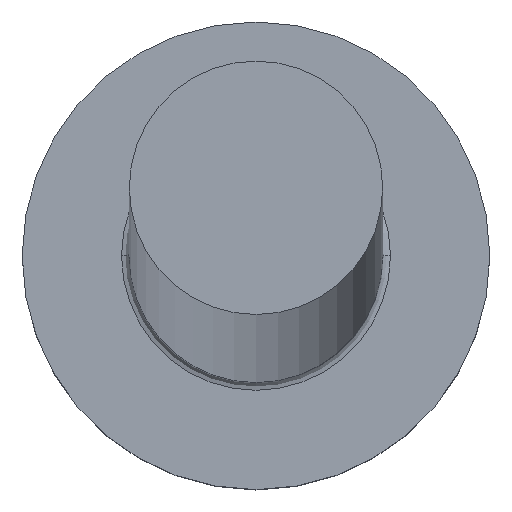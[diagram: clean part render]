
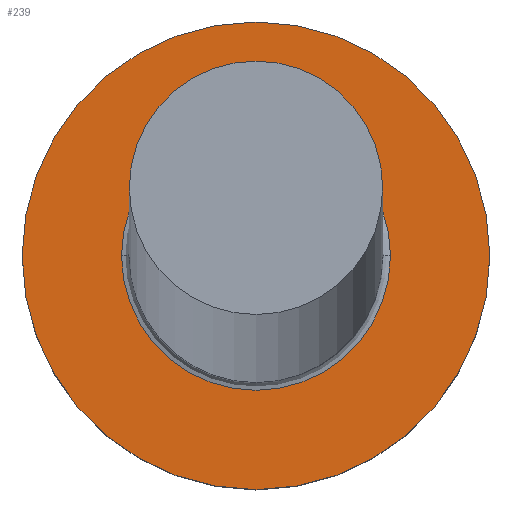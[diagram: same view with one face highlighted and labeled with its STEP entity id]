
A CAD part, top view. The second image highlights one B-rep face of the part: STEP entity #239.
In plain terms, the highlighted planar face has unit normal (0, 0, 1).
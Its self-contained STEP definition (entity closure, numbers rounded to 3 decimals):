
#5 = VERTEX_POINT ( 'NONE', #61 ) ;
#8 = AXIS2_PLACEMENT_3D ( 'NONE', #112, #67, #208 ) ;
#18 = CIRCLE ( 'NONE', #191, 3.45 ) ;
#33 = AXIS2_PLACEMENT_3D ( 'NONE', #252, #297, #44 ) ;
#44 = DIRECTION ( 'NONE',  ( 1., 0., 0. ) ) ;
#53 = VERTEX_POINT ( 'NONE', #300 ) ;
#61 = CARTESIAN_POINT ( 'NONE',  ( -3.45, 0., 5. ) ) ;
#66 = CARTESIAN_POINT ( 'NONE',  ( 0., 0., 5. ) ) ;
#67 = DIRECTION ( 'NONE',  ( 0., 0., -1. ) ) ;
#76 = ORIENTED_EDGE ( 'NONE', *, *, #125, .T. ) ;
#77 = DIRECTION ( 'NONE',  ( 0., 0., -1. ) ) ;
#84 = CIRCLE ( 'NONE', #150, 6. ) ;
#89 = CARTESIAN_POINT ( 'NONE',  ( 3.45, 0., 5. ) ) ;
#99 = ORIENTED_EDGE ( 'NONE', *, *, #184, .T. ) ;
#112 = CARTESIAN_POINT ( 'NONE',  ( 0., 0., 5. ) ) ;
#124 = EDGE_LOOP ( 'NONE', ( #99, #76 ) ) ;
#125 = EDGE_CURVE ( 'NONE', #53, #265, #84, .T. ) ;
#131 = EDGE_CURVE ( 'NONE', #170, #5, #18, .T. ) ;
#133 = CARTESIAN_POINT ( 'NONE',  ( -6., 0., 5. ) ) ;
#141 = AXIS2_PLACEMENT_3D ( 'NONE', #66, #188, #281 ) ;
#150 = AXIS2_PLACEMENT_3D ( 'NONE', #201, #294, #156 ) ;
#156 = DIRECTION ( 'NONE',  ( 1., 0., 0. ) ) ;
#158 = DIRECTION ( 'NONE',  ( 1., 0., 0. ) ) ;
#160 = FACE_BOUND ( 'NONE', #195, .T. ) ;
#170 = VERTEX_POINT ( 'NONE', #89 ) ;
#184 = EDGE_CURVE ( 'NONE', #265, #53, #292, .T. ) ;
#188 = DIRECTION ( 'NONE',  ( 0., 0., 1. ) ) ;
#191 = AXIS2_PLACEMENT_3D ( 'NONE', #197, #77, #158 ) ;
#195 = EDGE_LOOP ( 'NONE', ( #240, #241 ) ) ;
#197 = CARTESIAN_POINT ( 'NONE',  ( 0., 0., 5. ) ) ;
#201 = CARTESIAN_POINT ( 'NONE',  ( 0., 0., 5. ) ) ;
#208 = DIRECTION ( 'NONE',  ( 1., 0., 0. ) ) ;
#234 = PLANE ( 'NONE',  #141 ) ;
#239 = ADVANCED_FACE ( 'NONE', ( #160, #254 ), #234, .T. ) ;
#240 = ORIENTED_EDGE ( 'NONE', *, *, #131, .T. ) ;
#241 = ORIENTED_EDGE ( 'NONE', *, *, #250, .T. ) ;
#250 = EDGE_CURVE ( 'NONE', #5, #170, #276, .T. ) ;
#252 = CARTESIAN_POINT ( 'NONE',  ( 0., 0., 5. ) ) ;
#254 = FACE_OUTER_BOUND ( 'NONE', #124, .T. ) ;
#265 = VERTEX_POINT ( 'NONE', #133 ) ;
#276 = CIRCLE ( 'NONE', #8, 3.45 ) ;
#281 = DIRECTION ( 'NONE',  ( 1., 0., 0. ) ) ;
#292 = CIRCLE ( 'NONE', #33, 6. ) ;
#294 = DIRECTION ( 'NONE',  ( 0., 0., 1. ) ) ;
#297 = DIRECTION ( 'NONE',  ( 0., 0., 1. ) ) ;
#300 = CARTESIAN_POINT ( 'NONE',  ( 6., 0., 5. ) ) ;
